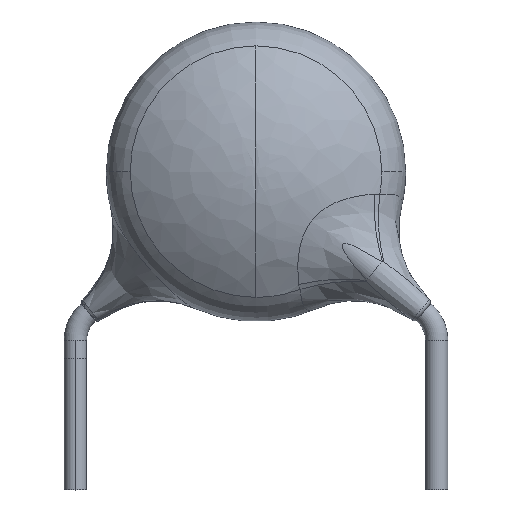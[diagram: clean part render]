
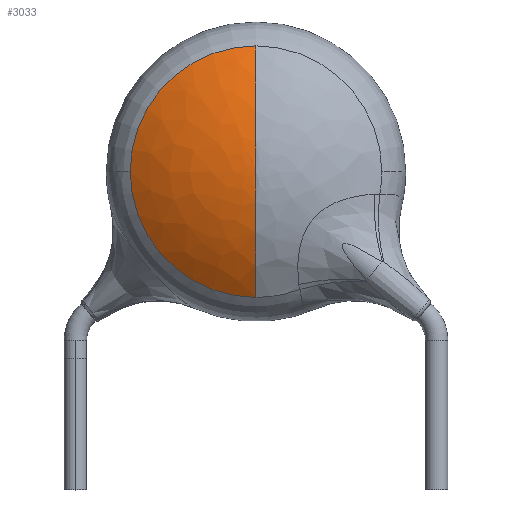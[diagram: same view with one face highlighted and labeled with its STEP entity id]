
A CAD part, top view. The second image highlights one B-rep face of the part: STEP entity #3033.
In plain terms, the highlighted free-form (B-spline) face has degree [3, 3] with [4, 4] control points.
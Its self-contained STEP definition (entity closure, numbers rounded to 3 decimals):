
#95 = CIRCLE ( 'NONE', #2395, 3.36 ) ;
#127 = DIRECTION ( 'NONE',  ( 0., 0., 1. ) ) ;
#245 = CARTESIAN_POINT ( 'NONE',  ( 0., 7.395, 1.94 ) ) ;
#327 = CARTESIAN_POINT ( 'NONE',  ( -3.36, 5., 1.265 ) ) ;
#490 = CARTESIAN_POINT ( 'NONE',  ( 0., 5., 1.265 ) ) ;
#519 = DIRECTION ( 'NONE',  ( 1., 0., 0. ) ) ;
#521 = B_SPLINE_CURVE_WITH_KNOTS ( 'NONE', 3,
 ( #1050, #2611, #3966, #1407 ),
 .UNSPECIFIED., .F., .F.,
 ( 4, 4 ),
 ( 0., 0.813 ),
 .UNSPECIFIED. ) ;
#523 = CARTESIAN_POINT ( 'NONE',  ( 0., 5., 2.35 ) ) ;
#599 = EDGE_CURVE ( 'NONE', #2089, #2321, #777, .T. ) ;
#777 = B_SPLINE_CURVE_WITH_KNOTS ( 'NONE', 3,
 ( #1428, #2689, #867, #2433 ),
 .UNSPECIFIED., .F., .F.,
 ( 4, 4 ),
 ( 0., 0.813 ),
 .UNSPECIFIED. ) ;
#840 = DIRECTION ( 'NONE',  ( 0., 0., 1. ) ) ;
#843 = CARTESIAN_POINT ( 'NONE',  ( 0., 5., 2.35 ) ) ;
#864 = CARTESIAN_POINT ( 'NONE',  ( -4.79, 2.605, 1.94 ) ) ;
#867 = CARTESIAN_POINT ( 'NONE',  ( 0., 3.808, 2.351 ) ) ;
#941 = CARTESIAN_POINT ( 'NONE',  ( 0., 5., 2.35 ) ) ;
#1050 = CARTESIAN_POINT ( 'NONE',  ( 0., 8.36, 1.265 ) ) ;
#1299 = EDGE_CURVE ( 'NONE', #2702, #2321, #521, .T. ) ;
#1407 = CARTESIAN_POINT ( 'NONE',  ( 0., 5., 2.35 ) ) ;
#1428 = CARTESIAN_POINT ( 'NONE',  ( 0., 1.64, 1.265 ) ) ;
#1707 = CARTESIAN_POINT ( 'NONE',  ( 0., 8.36, 1.265 ) ) ;
#1877 = ORIENTED_EDGE ( 'NONE', *, *, #1299, .F. ) ;
#2057 = CARTESIAN_POINT ( 'NONE',  ( 0., 5., 2.35 ) ) ;
#2089 = VERTEX_POINT ( 'NONE', #2631 ) ;
#2205 = ORIENTED_EDGE ( 'NONE', *, *, #3832, .T. ) ;
#2237 = EDGE_CURVE ( 'NONE', #3586, #2089, #3205, .T. ) ;
#2321 = VERTEX_POINT ( 'NONE', #941 ) ;
#2355 = CARTESIAN_POINT ( 'NONE',  ( -2.383, 6.192, 2.351 ) ) ;
#2371 = CARTESIAN_POINT ( 'NONE',  ( 0., 8.36, 1.265 ) ) ;
#2395 = AXIS2_PLACEMENT_3D ( 'NONE', #490, #127, #3608 ) ;
#2433 = CARTESIAN_POINT ( 'NONE',  ( 0., 5., 2.35 ) ) ;
#2573 = AXIS2_PLACEMENT_3D ( 'NONE', #4109, #840, #519 ) ;
#2611 = CARTESIAN_POINT ( 'NONE',  ( 0., 7.395, 1.94 ) ) ;
#2631 = CARTESIAN_POINT ( 'NONE',  ( 0., 1.64, 1.265 ) ) ;
#2689 = CARTESIAN_POINT ( 'NONE',  ( 0., 2.605, 1.94 ) ) ;
#2702 = VERTEX_POINT ( 'NONE', #1707 ) ;
#2709 = CARTESIAN_POINT ( 'NONE',  ( -6.72, 8.36, 1.265 ) ) ;
#3033 = ADVANCED_FACE ( 'NONE', ( #3254 ), #3837, .F. ) ;
#3053 = CARTESIAN_POINT ( 'NONE',  ( 0., 3.808, 2.351 ) ) ;
#3076 = CARTESIAN_POINT ( 'NONE',  ( -2.383, 3.808, 2.351 ) ) ;
#3205 = CIRCLE ( 'NONE', #2573, 3.36 ) ;
#3254 = FACE_OUTER_BOUND ( 'NONE', #3844, .T. ) ;
#3374 = CARTESIAN_POINT ( 'NONE',  ( -6.72, 1.64, 1.265 ) ) ;
#3391 = CARTESIAN_POINT ( 'NONE',  ( 0., 6.192, 2.351 ) ) ;
#3586 = VERTEX_POINT ( 'NONE', #327 ) ;
#3608 = DIRECTION ( 'NONE',  ( 1., 0., 0. ) ) ;
#3641 = CARTESIAN_POINT ( 'NONE',  ( 0., 1.64, 1.265 ) ) ;
#3658 = CARTESIAN_POINT ( 'NONE',  ( 0., 2.605, 1.94 ) ) ;
#3686 = CARTESIAN_POINT ( 'NONE',  ( -4.79, 7.395, 1.94 ) ) ;
#3832 = EDGE_CURVE ( 'NONE', #2702, #3586, #95, .T. ) ;
#3837 =( BOUNDED_SURFACE ( )  B_SPLINE_SURFACE ( 3, 3, ( 
 ( #2371, #2709, #3374, #3641 ),
 ( #245, #3686, #864, #3658 ),
 ( #3391, #2355, #3076, #3053 ),
 ( #4045, #523, #2057, #843 ) ),
 .UNSPECIFIED., .F., .F., .F. ) 
 B_SPLINE_SURFACE_WITH_KNOTS ( ( 4, 4 ),
 ( 4, 4 ),
 ( 0., 0.813 ),
 ( 0., 1. ),
 .UNSPECIFIED. ) 
 GEOMETRIC_REPRESENTATION_ITEM ( )  RATIONAL_B_SPLINE_SURFACE ( (
 ( 1., 0.333, 0.333, 1.),
 ( 1., 0.333, 0.333, 1.),
 ( 1., 0.333, 0.333, 1.),
 ( 1., 0.333, 0.333, 1.) ) ) 
 REPRESENTATION_ITEM ( '' )  SURFACE ( )  );
#3844 = EDGE_LOOP ( 'NONE', ( #4033, #4050, #1877, #2205 ) ) ;
#3966 = CARTESIAN_POINT ( 'NONE',  ( 0., 6.192, 2.351 ) ) ;
#4033 = ORIENTED_EDGE ( 'NONE', *, *, #2237, .T. ) ;
#4045 = CARTESIAN_POINT ( 'NONE',  ( 0., 5., 2.35 ) ) ;
#4050 = ORIENTED_EDGE ( 'NONE', *, *, #599, .T. ) ;
#4109 = CARTESIAN_POINT ( 'NONE',  ( 0., 5., 1.265 ) ) ;
